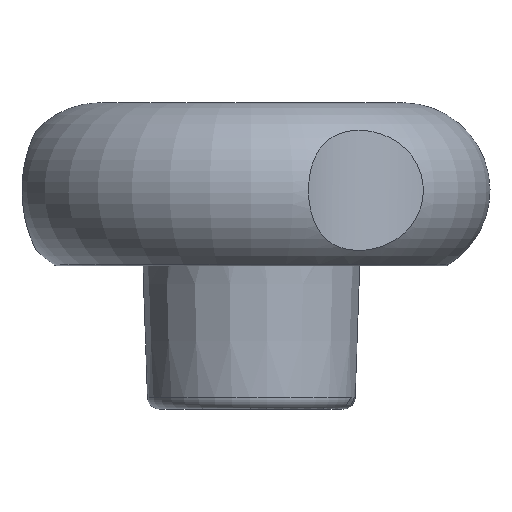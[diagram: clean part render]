
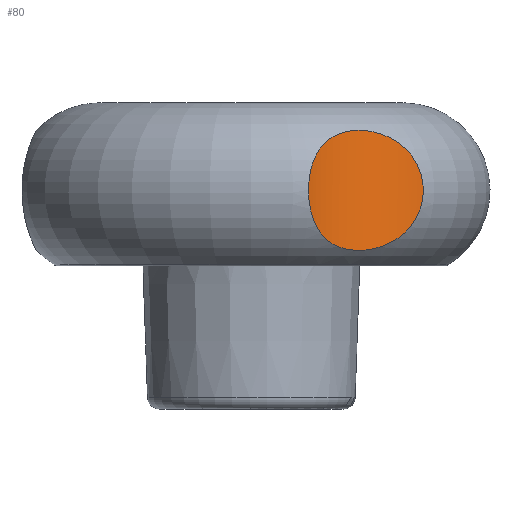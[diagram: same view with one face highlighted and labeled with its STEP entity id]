
A CAD part, left-side view. The second image highlights one B-rep face of the part: STEP entity #80.
In plain terms, the highlighted cylindrical face has radius 20 mm (diameter 40 mm), a partial arc.
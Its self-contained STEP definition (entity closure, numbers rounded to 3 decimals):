
#80 = ADVANCED_FACE( '', ( #202 ), #203, .F. );
#202 = FACE_OUTER_BOUND( '', #377, .T. );
#203 = CYLINDRICAL_SURFACE( '', #378, 20. );
#377 = EDGE_LOOP( '', ( #555 ) );
#378 = AXIS2_PLACEMENT_3D( '', #556, #557, #558 );
#555 = ORIENTED_EDGE( '', *, *, #972, .F. );
#556 = CARTESIAN_POINT( '', ( -40.703, -23.5, 64.877 ) );
#557 = DIRECTION( '', ( 0., 0., 1. ) );
#558 = DIRECTION( '', ( -1., 0., 0. ) );
#972 = EDGE_CURVE( '', #1143, #1143, #1144, .T. );
#1143 = VERTEX_POINT( '', #1393 );
#1144 = B_SPLINE_CURVE_WITH_KNOTS( '', 3, ( #1394, #1395, #1396, #1397, #1398, #1399, #1400, #1401, #1402, #1403, #1404, #1405, #1406, #1407, #1408, #1409, #1410, #1411, #1412, #1413, #1414, #1415, #1416, #1417, #1418, #1419, #1420, #1421, #1422, #1423, #1424, #1425, #1426, #1427, #1428, #1429, #1430, #1431, #1432, #1433, #1434, #1435, #1436, #1437, #1438, #1439, #1440, #1441, #1442, #1443, #1444, #1445, #1446, #1447, #1448, #1449, #1450, #1451, #1452, #1453, #1454, #1455, #1456, #1457, #1458, #1459, #1460, #1461, #1462, #1463, #1464, #1465, #1466, #1467, #1468, #1469, #1470, #1471, #1472, #1473, #1474, #1475, #1476, #1477, #1478, #1479, #1480, #1481, #1482, #1483, #1484, #1485, #1486, #1487, #1488, #1489, #1490, #1491 ), .UNSPECIFIED., .T., .F., ( 2, 2, 2, 2, 2, 2, 2, 2, 2, 2, 2, 2, 2, 2, 2, 2, 2, 2, 2, 2, 2, 2, 2, 2, 2, 2, 2, 2, 2, 2, 2, 2, 2, 2, 2, 2, 2, 2, 2, 2, 2, 2, 2, 2, 2, 2, 2, 2, 2, 2, 2 ), ( -0.001, 0., 0.002, 0.002, 0.003, 0.005, 0.006, 0.006, 0.007, 0.008, 0.01, 0.011, 0.013, 0.014, 0.016, 0.017, 0.017, 0.019, 0.02, 0.021, 0.021, 0.022, 0.024, 0.025, 0.025, 0.026, 0.027, 0.029, 0.029, 0.03, 0.031, 0.032, 0.033, 0.034, 0.035, 0.036, 0.037, 0.038, 0.04, 0.04, 0.041, 0.043, 0.044, 0.045, 0.046, 0.048, 0.048, 0.049, 0.05, 0.051, 0.052 ), .UNSPECIFIED. );
#1393 = CARTESIAN_POINT( '', ( -20.832, -21.236, 25.157 ) );
#1394 = CARTESIAN_POINT( '', ( -20.822, -21.323, 25.411 ) );
#1395 = CARTESIAN_POINT( '', ( -20.852, -21.061, 24.65 ) );
#1396 = CARTESIAN_POINT( '', ( -20.88, -20.834, 24.172 ) );
#1397 = CARTESIAN_POINT( '', ( -20.941, -20.42, 23.497 ) );
#1398 = CARTESIAN_POINT( '', ( -20.965, -20.269, 23.28 ) );
#1399 = CARTESIAN_POINT( '', ( -21.021, -19.943, 22.859 ) );
#1400 = CARTESIAN_POINT( '', ( -21.054, -19.768, 22.658 ) );
#1401 = CARTESIAN_POINT( '', ( -21.163, -19.221, 22.09 ) );
#1402 = CARTESIAN_POINT( '', ( -21.253, -18.822, 21.754 ) );
#1403 = CARTESIAN_POINT( '', ( -21.423, -18.177, 21.31 ) );
#1404 = CARTESIAN_POINT( '', ( -21.486, -17.955, 21.173 ) );
#1405 = CARTESIAN_POINT( '', ( -21.621, -17.505, 20.923 ) );
#1406 = CARTESIAN_POINT( '', ( -21.695, -17.277, 20.809 ) );
#1407 = CARTESIAN_POINT( '', ( -21.852, -16.814, 20.604 ) );
#1408 = CARTESIAN_POINT( '', ( -21.937, -16.579, 20.513 ) );
#1409 = CARTESIAN_POINT( '', ( -22.119, -16.105, 20.35 ) );
#1410 = CARTESIAN_POINT( '', ( -22.216, -15.865, 20.279 ) );
#1411 = CARTESIAN_POINT( '', ( -22.522, -15.149, 20.098 ) );
#1412 = CARTESIAN_POINT( '', ( -22.747, -14.676, 20.02 ) );
#1413 = CARTESIAN_POINT( '', ( -23.239, -13.738, 19.941 ) );
#1414 = CARTESIAN_POINT( '', ( -23.509, -13.271, 19.94 ) );
#1415 = CARTESIAN_POINT( '', ( -24.073, -12.377, 20.018 ) );
#1416 = CARTESIAN_POINT( '', ( -24.369, -11.947, 20.095 ) );
#1417 = CARTESIAN_POINT( '', ( -24.989, -11.118, 20.332 ) );
#1418 = CARTESIAN_POINT( '', ( -25.313, -10.718, 20.495 ) );
#1419 = CARTESIAN_POINT( '', ( -25.955, -9.983, 20.901 ) );
#1420 = CARTESIAN_POINT( '', ( -26.275, -9.643, 21.145 ) );
#1421 = CARTESIAN_POINT( '', ( -26.745, -9.174, 21.582 ) );
#1422 = CARTESIAN_POINT( '', ( -26.901, -9.024, 21.741 ) );
#1423 = CARTESIAN_POINT( '', ( -27.204, -8.741, 22.079 ) );
#1424 = CARTESIAN_POINT( '', ( -27.35, -8.609, 22.258 ) );
#1425 = CARTESIAN_POINT( '', ( -27.769, -8.241, 22.821 ) );
#1426 = CARTESIAN_POINT( '', ( -28.024, -8.03, 23.234 ) );
#1427 = CARTESIAN_POINT( '', ( -28.358, -7.764, 23.913 ) );
#1428 = CARTESIAN_POINT( '', ( -28.461, -7.684, 24.149 ) );
#1429 = CARTESIAN_POINT( '', ( -28.645, -7.544, 24.628 ) );
#1430 = CARTESIAN_POINT( '', ( -28.726, -7.483, 24.872 ) );
#1431 = CARTESIAN_POINT( '', ( -28.867, -7.378, 25.372 ) );
#1432 = CARTESIAN_POINT( '', ( -28.927, -7.334, 25.627 ) );
#1433 = CARTESIAN_POINT( '', ( -29.025, -7.264, 26.148 ) );
#1434 = CARTESIAN_POINT( '', ( -29.062, -7.237, 26.414 ) );
#1435 = CARTESIAN_POINT( '', ( -29.136, -7.184, 27.207 ) );
#1436 = CARTESIAN_POINT( '', ( -29.138, -7.183, 27.737 ) );
#1437 = CARTESIAN_POINT( '', ( -29.068, -7.233, 28.534 ) );
#1438 = CARTESIAN_POINT( '', ( -29.033, -7.258, 28.8 ) );
#1439 = CARTESIAN_POINT( '', ( -28.939, -7.326, 29.32 ) );
#1440 = CARTESIAN_POINT( '', ( -28.881, -7.368, 29.575 ) );
#1441 = CARTESIAN_POINT( '', ( -28.742, -7.471, 30.076 ) );
#1442 = CARTESIAN_POINT( '', ( -28.662, -7.53, 30.322 ) );
#1443 = CARTESIAN_POINT( '', ( -28.48, -7.669, 30.805 ) );
#1444 = CARTESIAN_POINT( '', ( -28.378, -7.748, 31.042 ) );
#1445 = CARTESIAN_POINT( '', ( -28.049, -8.01, 31.721 ) );
#1446 = CARTESIAN_POINT( '', ( -27.796, -8.218, 32.138 ) );
#1447 = CARTESIAN_POINT( '', ( -27.375, -8.587, 32.711 ) );
#1448 = CARTESIAN_POINT( '', ( -27.228, -8.72, 32.893 ) );
#1449 = CARTESIAN_POINT( '', ( -26.927, -9., 33.232 ) );
#1450 = CARTESIAN_POINT( '', ( -26.773, -9.148, 33.39 ) );
#1451 = CARTESIAN_POINT( '', ( -26.459, -9.459, 33.685 ) );
#1452 = CARTESIAN_POINT( '', ( -26.3, -9.622, 33.821 ) );
#1453 = CARTESIAN_POINT( '', ( -25.977, -9.965, 34.072 ) );
#1454 = CARTESIAN_POINT( '', ( -25.813, -10.145, 34.188 ) );
#1455 = CARTESIAN_POINT( '', ( -25.328, -10.7, 34.498 ) );
#1456 = CARTESIAN_POINT( '', ( -25.009, -11.092, 34.659 ) );
#1457 = CARTESIAN_POINT( '', ( -24.542, -11.715, 34.84 ) );
#1458 = CARTESIAN_POINT( '', ( -24.388, -11.93, 34.89 ) );
#1459 = CARTESIAN_POINT( '', ( -24.088, -12.365, 34.97 ) );
#1460 = CARTESIAN_POINT( '', ( -23.942, -12.585, 35. ) );
#1461 = CARTESIAN_POINT( '', ( -23.518, -13.256, 35.059 ) );
#1462 = CARTESIAN_POINT( '', ( -23.252, -13.715, 35.06 ) );
#1463 = CARTESIAN_POINT( '', ( -22.88, -14.422, 35.002 ) );
#1464 = CARTESIAN_POINT( '', ( -22.76, -14.661, 34.973 ) );
#1465 = CARTESIAN_POINT( '', ( -22.534, -15.136, 34.894 ) );
#1466 = CARTESIAN_POINT( '', ( -22.427, -15.373, 34.845 ) );
#1467 = CARTESIAN_POINT( '', ( -22.122, -16.083, 34.667 ) );
#1468 = CARTESIAN_POINT( '', ( -21.942, -16.554, 34.509 ) );
#1469 = CARTESIAN_POINT( '', ( -21.702, -17.254, 34.201 ) );
#1470 = CARTESIAN_POINT( '', ( -21.627, -17.486, 34.087 ) );
#1471 = CARTESIAN_POINT( '', ( -21.491, -17.936, 33.838 ) );
#1472 = CARTESIAN_POINT( '', ( -21.429, -18.155, 33.704 ) );
#1473 = CARTESIAN_POINT( '', ( -21.26, -18.793, 33.268 ) );
#1474 = CARTESIAN_POINT( '', ( -21.169, -19.194, 32.935 ) );
#1475 = CARTESIAN_POINT( '', ( -21.02, -19.935, 32.172 ) );
#1476 = CARTESIAN_POINT( '', ( -20.965, -20.262, 31.755 ) );
#1477 = CARTESIAN_POINT( '', ( -20.903, -20.679, 31.082 ) );
#1478 = CARTESIAN_POINT( '', ( -20.885, -20.807, 30.85 ) );
#1479 = CARTESIAN_POINT( '', ( -20.855, -21.037, 30.368 ) );
#1480 = CARTESIAN_POINT( '', ( -20.843, -21.14, 30.119 ) );
#1481 = CARTESIAN_POINT( '', ( -20.813, -21.402, 29.364 ) );
#1482 = CARTESIAN_POINT( '', ( -20.801, -21.52, 28.847 ) );
#1483 = CARTESIAN_POINT( '', ( -20.793, -21.611, 28.05 ) );
#1484 = CARTESIAN_POINT( '', ( -20.791, -21.627, 27.781 ) );
#1485 = CARTESIAN_POINT( '', ( -20.791, -21.628, 27.248 ) );
#1486 = CARTESIAN_POINT( '', ( -20.792, -21.613, 26.982 ) );
#1487 = CARTESIAN_POINT( '', ( -20.798, -21.556, 26.455 ) );
#1488 = CARTESIAN_POINT( '', ( -20.802, -21.513, 26.193 ) );
#1489 = CARTESIAN_POINT( '', ( -20.814, -21.396, 25.671 ) );
#1490 = CARTESIAN_POINT( '', ( -20.822, -21.323, 25.411 ) );
#1491 = CARTESIAN_POINT( '', ( -20.852, -21.061, 24.65 ) );
